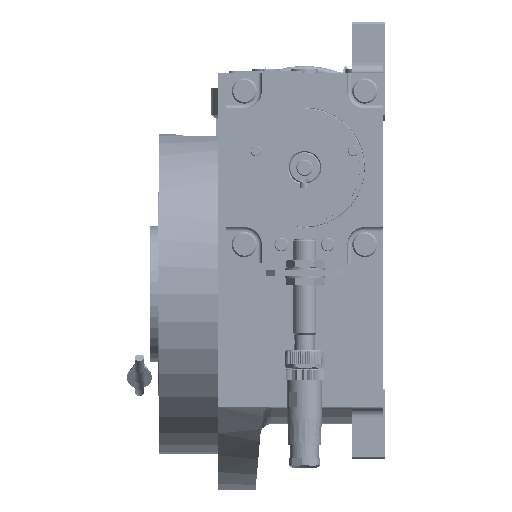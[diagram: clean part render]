
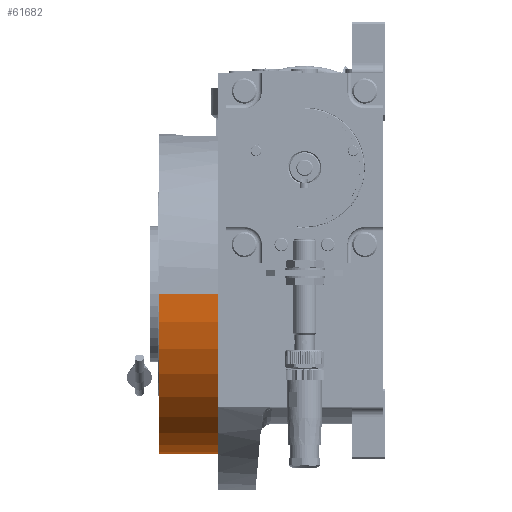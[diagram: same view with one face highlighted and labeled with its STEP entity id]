
A CAD part, left-side view. The second image highlights one B-rep face of the part: STEP entity #61682.
In plain terms, the highlighted cylindrical face has radius 82.5 mm (diameter 165 mm), a partial arc.
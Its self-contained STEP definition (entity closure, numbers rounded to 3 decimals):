
#7 = CIRCLE ( 'NONE', #90929, 82.5 ) ;
#1466 = ORIENTED_EDGE ( 'NONE', *, *, #84098, .T. ) ;
#5593 = EDGE_CURVE ( 'NONE', #42266, #107439, #7, .T. ) ;
#9799 = CARTESIAN_POINT ( 'NONE',  ( 0., 0., 30.5 ) ) ;
#12473 = CARTESIAN_POINT ( 'NONE',  ( 82.5, 0., 0. ) ) ;
#15975 = CARTESIAN_POINT ( 'NONE',  ( 82.5, 0., 0. ) ) ;
#17259 = VECTOR ( 'NONE', #20322, 1000. ) ;
#20322 = DIRECTION ( 'NONE',  ( 0., 0., 1. ) ) ;
#21255 = LINE ( 'NONE', #12473, #58099 ) ;
#21831 = CYLINDRICAL_SURFACE ( 'NONE', #81710, 82.5 ) ;
#23198 = ORIENTED_EDGE ( 'NONE', *, *, #59972, .F. ) ;
#34191 = VERTEX_POINT ( 'NONE', #15975 ) ;
#41232 = VERTEX_POINT ( 'NONE', #57932 ) ;
#42266 = VERTEX_POINT ( 'NONE', #53660 ) ;
#42943 = DIRECTION ( 'NONE',  ( 1., 0., 0. ) ) ;
#44704 = DIRECTION ( 'NONE',  ( 0., 0., 1. ) ) ;
#52323 = LINE ( 'NONE', #120034, #17259 ) ;
#53660 = CARTESIAN_POINT ( 'NONE',  ( 82.5, 0., 30.5 ) ) ;
#54186 = DIRECTION ( 'NONE',  ( 1., 0., 0. ) ) ;
#57932 = CARTESIAN_POINT ( 'NONE',  ( -82.5, 0., 0. ) ) ;
#58099 = VECTOR ( 'NONE', #66309, 1000. ) ;
#59972 = EDGE_CURVE ( 'NONE', #34191, #42266, #21255, .T. ) ;
#61682 = ADVANCED_FACE ( 'NONE', ( #99669 ), #21831, .T. ) ;
#64827 = DIRECTION ( 'NONE',  ( 0., 0., 1. ) ) ;
#66165 = CARTESIAN_POINT ( 'NONE',  ( 0., 0., 0. ) ) ;
#66309 = DIRECTION ( 'NONE',  ( 0., 0., 1. ) ) ;
#74355 = CARTESIAN_POINT ( 'NONE',  ( 0., 0., 0. ) ) ;
#81710 = AXIS2_PLACEMENT_3D ( 'NONE', #66165, #142665, #42943 ) ;
#84098 = EDGE_CURVE ( 'NONE', #41232, #107439, #52323, .T. ) ;
#84536 = EDGE_LOOP ( 'NONE', ( #1466, #102489, #23198, #117954 ) ) ;
#90929 = AXIS2_PLACEMENT_3D ( 'NONE', #9799, #44704, #54186 ) ;
#98764 = AXIS2_PLACEMENT_3D ( 'NONE', #74355, #64827, #131833 ) ;
#99669 = FACE_OUTER_BOUND ( 'NONE', #84536, .T. ) ;
#102489 = ORIENTED_EDGE ( 'NONE', *, *, #5593, .F. ) ;
#107439 = VERTEX_POINT ( 'NONE', #134872 ) ;
#117954 = ORIENTED_EDGE ( 'NONE', *, *, #123160, .T. ) ;
#120034 = CARTESIAN_POINT ( 'NONE',  ( -82.5, 0., 0. ) ) ;
#123160 = EDGE_CURVE ( 'NONE', #34191, #41232, #126736, .T. ) ;
#126736 = CIRCLE ( 'NONE', #98764, 82.5 ) ;
#131833 = DIRECTION ( 'NONE',  ( 1., 0., 0. ) ) ;
#134872 = CARTESIAN_POINT ( 'NONE',  ( -82.5, 0., 30.5 ) ) ;
#142665 = DIRECTION ( 'NONE',  ( 0., 0., 1. ) ) ;
